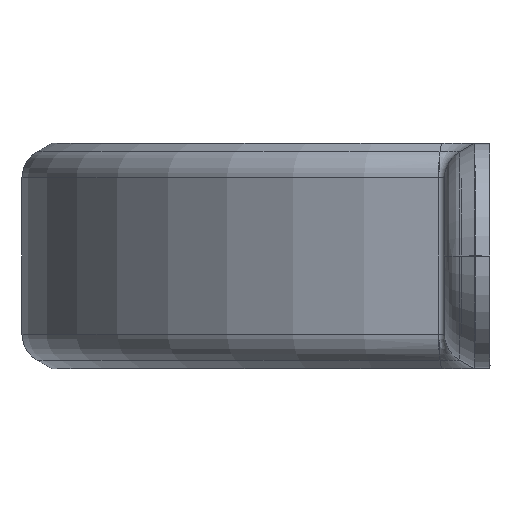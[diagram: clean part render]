
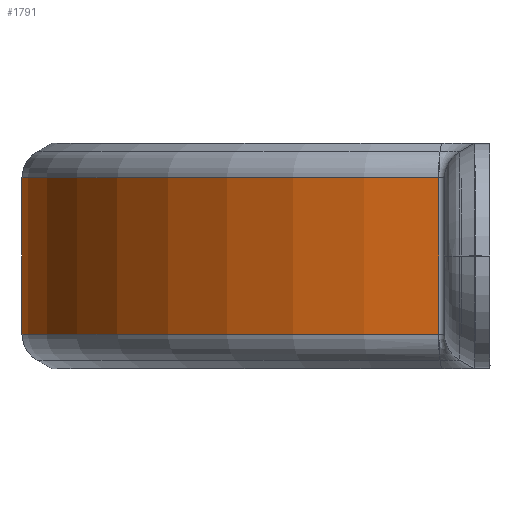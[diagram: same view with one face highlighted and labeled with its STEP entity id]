
A CAD part, left-side view. The second image highlights one B-rep face of the part: STEP entity #1791.
In plain terms, the highlighted cylindrical face has radius 61.228 mm (diameter 122.457 mm), a partial arc.
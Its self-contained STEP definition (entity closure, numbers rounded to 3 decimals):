
#142 = DIRECTION ( 'NONE',  ( -1., 0., 0. ) ) ;
#149 = DIRECTION ( 'NONE',  ( 1., 0., 0. ) ) ;
#170 = DIRECTION ( 'NONE',  ( -1., 0., 0. ) ) ;
#211 = DIRECTION ( 'NONE',  ( 1., 0., 0. ) ) ;
#281 = FACE_OUTER_BOUND ( 'NONE', #2790, .T. ) ;
#313 = EDGE_CURVE ( 'NONE', #2660, #2141, #1303, .T. ) ;
#453 = DIRECTION ( 'NONE',  ( 0., 0., -1. ) ) ;
#492 = ORIENTED_EDGE ( 'NONE', *, *, #2229, .T. ) ;
#507 = DIRECTION ( 'NONE',  ( 0., 0., 1. ) ) ;
#547 = VERTEX_POINT ( 'NONE', #2631 ) ;
#621 = EDGE_CURVE ( 'NONE', #547, #2461, #1109, .T. ) ;
#640 = CIRCLE ( 'NONE', #2672, 61.228 ) ;
#686 = CARTESIAN_POINT ( 'NONE',  ( 0., 0., 10.381 ) ) ;
#722 = DIRECTION ( 'NONE',  ( -1., 0., 0. ) ) ;
#806 = EDGE_CURVE ( 'NONE', #1407, #547, #894, .T. ) ;
#822 = AXIS2_PLACEMENT_3D ( 'NONE', #686, #2303, #211 ) ;
#832 = VECTOR ( 'NONE', #453, 1000. ) ;
#838 = CARTESIAN_POINT ( 'NONE',  ( -60.942, 5.911, -10.381 ) ) ;
#894 = LINE ( 'NONE', #1826, #832 ) ;
#1026 = EDGE_CURVE ( 'NONE', #1052, #2660, #1078, .T. ) ;
#1052 = VERTEX_POINT ( 'NONE', #838 ) ;
#1078 = LINE ( 'NONE', #2930, #1777 ) ;
#1109 = CIRCLE ( 'NONE', #2802, 61.228 ) ;
#1113 = ORIENTED_EDGE ( 'NONE', *, *, #2501, .T. ) ;
#1303 = CIRCLE ( 'NONE', #822, 61.228 ) ;
#1407 = VERTEX_POINT ( 'NONE', #2201 ) ;
#1558 = ORIENTED_EDGE ( 'NONE', *, *, #806, .T. ) ;
#1637 = CARTESIAN_POINT ( 'NONE',  ( 0., 61.228, -10.381 ) ) ;
#1673 = CIRCLE ( 'NONE', #2057, 61.228 ) ;
#1685 = DIRECTION ( 'NONE',  ( 0., 0., -1. ) ) ;
#1722 = CARTESIAN_POINT ( 'NONE',  ( 0., 0., 10.381 ) ) ;
#1732 = CARTESIAN_POINT ( 'NONE',  ( 0., 0., -10.381 ) ) ;
#1747 = DIRECTION ( 'NONE',  ( 0., 0., 1. ) ) ;
#1777 = VECTOR ( 'NONE', #1747, 1000. ) ;
#1791 = ADVANCED_FACE ( 'NONE', ( #281 ), #2326, .T. ) ;
#1826 = CARTESIAN_POINT ( 'NONE',  ( 60.942, 5.911, 15. ) ) ;
#1997 = CARTESIAN_POINT ( 'NONE',  ( 0., 61.228, 10.381 ) ) ;
#2023 = DIRECTION ( 'NONE',  ( 0., 0., 1. ) ) ;
#2057 = AXIS2_PLACEMENT_3D ( 'NONE', #2579, #507, #142 ) ;
#2141 = VERTEX_POINT ( 'NONE', #1997 ) ;
#2201 = CARTESIAN_POINT ( 'NONE',  ( 60.942, 5.911, 10.381 ) ) ;
#2229 = EDGE_CURVE ( 'NONE', #2141, #1407, #640, .T. ) ;
#2303 = DIRECTION ( 'NONE',  ( 0., 0., -1. ) ) ;
#2326 = CYLINDRICAL_SURFACE ( 'NONE', #2559, 61.228 ) ;
#2421 = ORIENTED_EDGE ( 'NONE', *, *, #313, .T. ) ;
#2461 = VERTEX_POINT ( 'NONE', #1637 ) ;
#2471 = CARTESIAN_POINT ( 'NONE',  ( -60.942, 5.911, 10.381 ) ) ;
#2500 = ORIENTED_EDGE ( 'NONE', *, *, #1026, .T. ) ;
#2501 = EDGE_CURVE ( 'NONE', #2461, #1052, #1673, .T. ) ;
#2559 = AXIS2_PLACEMENT_3D ( 'NONE', #2797, #1685, #722 ) ;
#2579 = CARTESIAN_POINT ( 'NONE',  ( 0., 0., -10.381 ) ) ;
#2631 = CARTESIAN_POINT ( 'NONE',  ( 60.942, 5.911, -10.381 ) ) ;
#2649 = DIRECTION ( 'NONE',  ( 0., 0., -1. ) ) ;
#2660 = VERTEX_POINT ( 'NONE', #2471 ) ;
#2672 = AXIS2_PLACEMENT_3D ( 'NONE', #1722, #2649, #149 ) ;
#2765 = ORIENTED_EDGE ( 'NONE', *, *, #621, .T. ) ;
#2790 = EDGE_LOOP ( 'NONE', ( #1558, #2765, #1113, #2500, #2421, #492 ) ) ;
#2797 = CARTESIAN_POINT ( 'NONE',  ( 0., 0., 0. ) ) ;
#2802 = AXIS2_PLACEMENT_3D ( 'NONE', #1732, #2023, #170 ) ;
#2930 = CARTESIAN_POINT ( 'NONE',  ( -60.942, 5.911, 15. ) ) ;
